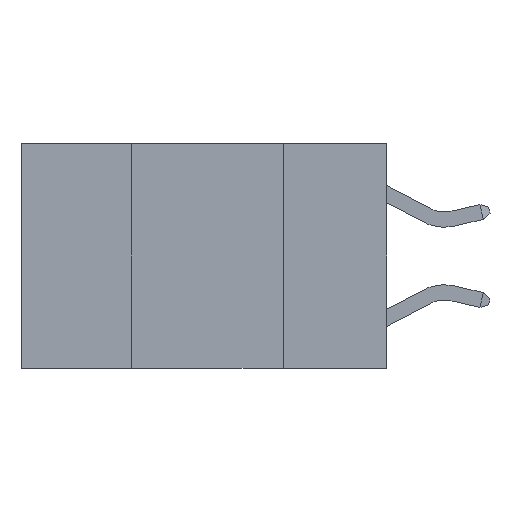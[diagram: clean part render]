
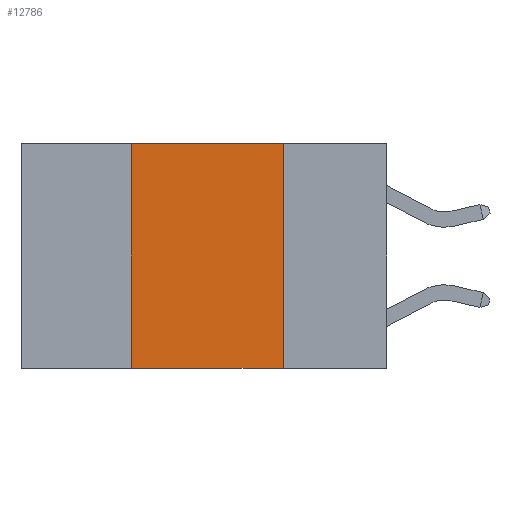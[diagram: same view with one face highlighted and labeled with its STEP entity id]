
A CAD part, left-side view. The second image highlights one B-rep face of the part: STEP entity #12786.
In plain terms, the highlighted planar face has unit normal (-1, 0, 0).
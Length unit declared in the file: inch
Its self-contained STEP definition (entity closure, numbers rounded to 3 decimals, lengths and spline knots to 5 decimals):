
#426 = CARTESIAN_POINT ( 'NONE',  ( 0., 0.17, -0.37 ) ) ;
#657 = CARTESIAN_POINT ( 'NONE',  ( 0., 0.42, 0. ) ) ;
#1018 = PLANE ( 'NONE',  #2071 ) ;
#1021 = CARTESIAN_POINT ( 'NONE',  ( 0., 0.6, 0. ) ) ;
#2071 = AXIS2_PLACEMENT_3D ( 'NONE', #4126, #11453, #5166 ) ;
#2083 = CARTESIAN_POINT ( 'NONE',  ( 0., 0.6, -0.37 ) ) ;
#2100 = EDGE_CURVE ( 'NONE', #11853, #8951, #10815, .T. ) ;
#3053 = DIRECTION ( 'NONE',  ( 0., -1., 0. ) ) ;
#3480 = LINE ( 'NONE', #5161, #11824 ) ;
#4115 = DIRECTION ( 'NONE',  ( 0., -1., 0. ) ) ;
#4121 = DIRECTION ( 'NONE',  ( 0., 0., -1. ) ) ;
#4126 = CARTESIAN_POINT ( 'NONE',  ( 0., 0.6, 0. ) ) ;
#4755 = EDGE_CURVE ( 'NONE', #11768, #12376, #12690, .T. ) ;
#4996 = DIRECTION ( 'NONE',  ( 0., 0., 1. ) ) ;
#5161 = CARTESIAN_POINT ( 'NONE',  ( 0., 0.17, 0. ) ) ;
#5166 = DIRECTION ( 'NONE',  ( 0., 0., -1. ) ) ;
#6640 = ORIENTED_EDGE ( 'NONE', *, *, #10063, .F. ) ;
#6752 = VECTOR ( 'NONE', #4996, 39.37008 ) ;
#7038 = CARTESIAN_POINT ( 'NONE',  ( 0., 0.42, 0. ) ) ;
#8084 = FACE_OUTER_BOUND ( 'NONE', #10159, .T. ) ;
#8951 = VERTEX_POINT ( 'NONE', #9679 ) ;
#9289 = EDGE_CURVE ( 'NONE', #11768, #11853, #9870, .T. ) ;
#9585 = VECTOR ( 'NONE', #4115, 39.37008 ) ;
#9679 = CARTESIAN_POINT ( 'NONE',  ( 0., 0.17, 0. ) ) ;
#9870 = LINE ( 'NONE', #7038, #6752 ) ;
#10063 = EDGE_CURVE ( 'NONE', #8951, #12376, #3480, .T. ) ;
#10159 = EDGE_LOOP ( 'NONE', ( #6640, #12534, #13179, #11413 ) ) ;
#10471 = VECTOR ( 'NONE', #3053, 39.37008 ) ;
#10815 = LINE ( 'NONE', #1021, #10471 ) ;
#11413 = ORIENTED_EDGE ( 'NONE', *, *, #4755, .T. ) ;
#11453 = DIRECTION ( 'NONE',  ( 1., 0., 0. ) ) ;
#11768 = VERTEX_POINT ( 'NONE', #11928 ) ;
#11824 = VECTOR ( 'NONE', #4121, 39.37008 ) ;
#11853 = VERTEX_POINT ( 'NONE', #657 ) ;
#11928 = CARTESIAN_POINT ( 'NONE',  ( 0., 0.42, -0.37 ) ) ;
#12376 = VERTEX_POINT ( 'NONE', #426 ) ;
#12534 = ORIENTED_EDGE ( 'NONE', *, *, #2100, .F. ) ;
#12690 = LINE ( 'NONE', #2083, #9585 ) ;
#12786 = ADVANCED_FACE ( 'NONE', ( #8084 ), #1018, .F. ) ;
#13179 = ORIENTED_EDGE ( 'NONE', *, *, #9289, .F. ) ;
